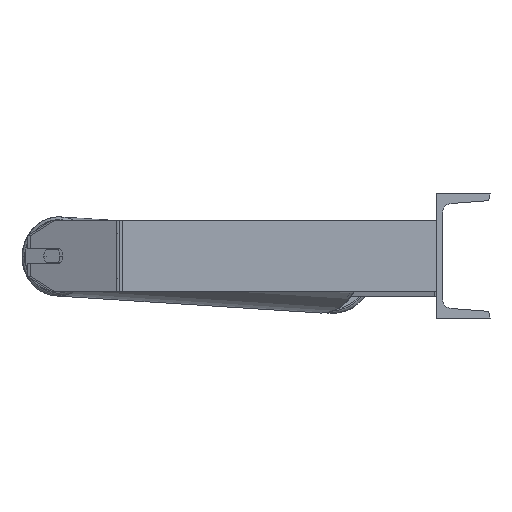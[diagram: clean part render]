
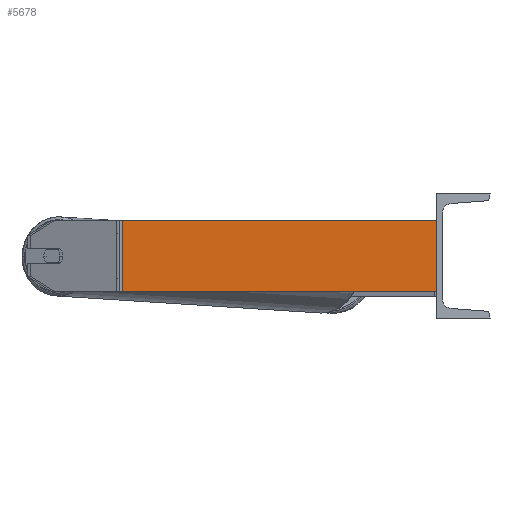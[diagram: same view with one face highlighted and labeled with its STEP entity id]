
A CAD part, left-side view. The second image highlights one B-rep face of the part: STEP entity #5678.
In plain terms, the highlighted planar face has unit normal (-1, 0, 0).
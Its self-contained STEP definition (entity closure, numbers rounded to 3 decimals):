
#96 = DIRECTION ( 'NONE',  ( 0., -1., 0. ) ) ;
#107 = DIRECTION ( 'NONE',  ( 1., 0., 0. ) ) ;
#359 = DIRECTION ( 'NONE',  ( 0., 0., -1. ) ) ;
#376 = EDGE_LOOP ( 'NONE', ( #5320, #4248, #865, #757 ) ) ;
#699 = VECTOR ( 'NONE', #6824, 1000. ) ;
#757 = ORIENTED_EDGE ( 'NONE', *, *, #4786, .T. ) ;
#764 = FACE_OUTER_BOUND ( 'NONE', #376, .T. ) ;
#813 = CARTESIAN_POINT ( 'NONE',  ( -1085., 353.064, -40. ) ) ;
#865 = ORIENTED_EDGE ( 'NONE', *, *, #1149, .F. ) ;
#924 = CARTESIAN_POINT ( 'NONE',  ( -1085., 356.611, -40. ) ) ;
#1149 = EDGE_CURVE ( 'NONE', #8406, #6307, #3324, .T. ) ;
#1367 = CARTESIAN_POINT ( 'NONE',  ( -1085., 356.611, 40. ) ) ;
#2285 = LINE ( 'NONE', #5202, #3646 ) ;
#2422 = EDGE_CURVE ( 'NONE', #7308, #7773, #7688, .T. ) ;
#3084 = CARTESIAN_POINT ( 'NONE',  ( -1085., 0., -40. ) ) ;
#3324 = LINE ( 'NONE', #1367, #699 ) ;
#3646 = VECTOR ( 'NONE', #359, 1000. ) ;
#4248 = ORIENTED_EDGE ( 'NONE', *, *, #6781, .F. ) ;
#4337 = PLANE ( 'NONE',  #9005 ) ;
#4786 = EDGE_CURVE ( 'NONE', #8406, #7308, #2285, .T. ) ;
#4927 = CARTESIAN_POINT ( 'NONE',  ( -1085., 0., 40. ) ) ;
#5045 = LINE ( 'NONE', #7796, #5115 ) ;
#5115 = VECTOR ( 'NONE', #8533, 1000. ) ;
#5202 = CARTESIAN_POINT ( 'NONE',  ( -1085., 353.064, 40. ) ) ;
#5320 = ORIENTED_EDGE ( 'NONE', *, *, #2422, .T. ) ;
#5678 = ADVANCED_FACE ( 'NONE', ( #764 ), #4337, .F. ) ;
#5688 = CARTESIAN_POINT ( 'NONE',  ( -1085., 353.064, 40. ) ) ;
#5764 = CARTESIAN_POINT ( 'NONE',  ( -1085., 356.611, 40. ) ) ;
#5808 = VECTOR ( 'NONE', #96, 1000. ) ;
#6307 = VERTEX_POINT ( 'NONE', #4927 ) ;
#6781 = EDGE_CURVE ( 'NONE', #6307, #7773, #5045, .T. ) ;
#6824 = DIRECTION ( 'NONE',  ( 0., -1., 0. ) ) ;
#7107 = DIRECTION ( 'NONE',  ( 0., 1., 0. ) ) ;
#7308 = VERTEX_POINT ( 'NONE', #813 ) ;
#7688 = LINE ( 'NONE', #924, #5808 ) ;
#7773 = VERTEX_POINT ( 'NONE', #3084 ) ;
#7796 = CARTESIAN_POINT ( 'NONE',  ( -1085., 0., 40. ) ) ;
#8406 = VERTEX_POINT ( 'NONE', #5688 ) ;
#8533 = DIRECTION ( 'NONE',  ( 0., 0., -1. ) ) ;
#9005 = AXIS2_PLACEMENT_3D ( 'NONE', #5764, #107, #7107 ) ;
